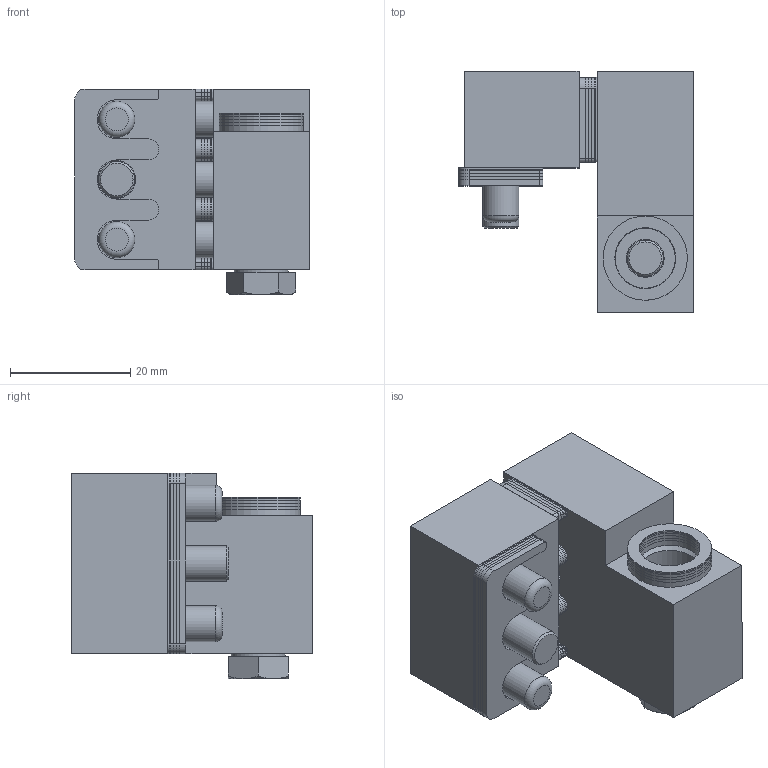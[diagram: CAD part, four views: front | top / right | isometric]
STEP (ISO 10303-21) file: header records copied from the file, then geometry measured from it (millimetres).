
FILE_DESCRIPTION(/* description */ ('RETRACTING PIN BLOCK KIT'),/* implementation_level */ '2;1');
FILE_NAME(/* name */ 'RPB-KIT.stp',/* time_stamp */ '2020-06-11T17:15:47-04:00',/* author */ ('E&E CP'),/* organization */ (''),/* preprocessor_version */ 'ST-DEVELOPER v17',/* originating_system */ 'Autodesk Inventor 2018',/* authorisation */ '');
FILE_SCHEMA (('AUTOMOTIVE_DESIGN { 1 0 10303 214 3 1 1 }'));
Length unit declared in the file: millimetre
Products named in the file (14): RPB - KIT; 6mmX25 PULL; CAB-1; CFS-300; CFS-100; CFS-050; CFS-025; CPR-1; CFS-300_1; CRS-100; CRS-050; CRS-025; M6X1-20 HEX; M6X1-20 SHCS
Assembly tree (24 placements, depth 3):
  RPB - KIT
    M6X1-20 SHCS  x2
    6mmX25 PULL  x4
    CAB-1
    CFS-300  x2
      CFS-100
      CFS-050
      CFS-025
    CPR-1
    CFS-300_1
      CRS-100
      CRS-050  x3
      CRS-025  x2
    M6X1-20 HEX
Bounding box: 39 x 40 x 34.15 mm (x, y, z)
Volume: 27418 mm3; surface area: 21796.9 mm2
Topology: 27 solids, 27 shells, 425 faces, 1086 edges, 721 vertices
Faces by surface type: plane 224, cylinder 172, cone 25, torus 4
Full cylindrical faces by diameter (mm): 3.242 x4, 4.917 x1, 6 x13, 6.3 x2, 6.5 x1, 9 x1, 10 x3, 10.1 x6, 10.5 x3, 14 x6
Entity records: 5533 total; most frequent: DIRECTION 937, CARTESIAN_POINT 928, ORIENTED_EDGE 804, EDGE_CURVE 402, AXIS2_PLACEMENT_3D 354, VERTEX_POINT 268, LINE 229, VECTOR 229
